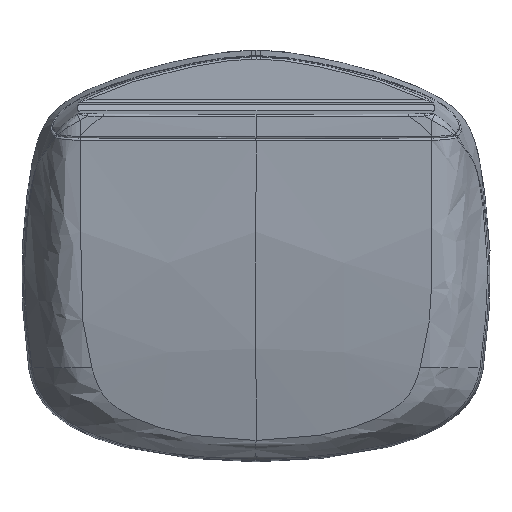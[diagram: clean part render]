
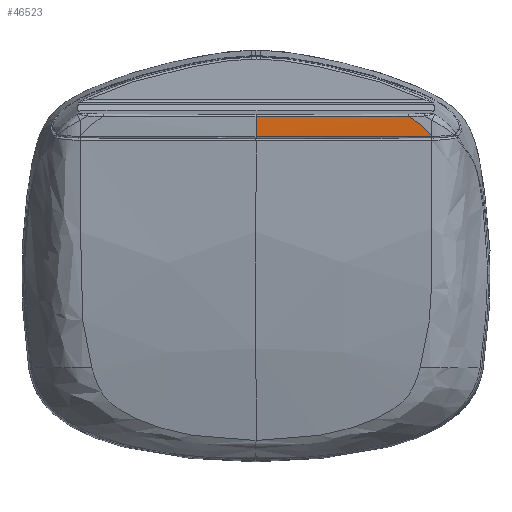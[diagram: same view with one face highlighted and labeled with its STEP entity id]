
A CAD part, top view. The second image highlights one B-rep face of the part: STEP entity #46523.
In plain terms, the highlighted free-form (B-spline) face has degree [5, 5] with [9, 9] control points.
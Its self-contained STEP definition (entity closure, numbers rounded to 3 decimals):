
#45875=CARTESIAN_POINT('Vertex',(0.,-6.033,9.515)) ;
#45943=CARTESIAN_POINT('Control Point',(0.,-6.033,9.515)) ;
#45944=CARTESIAN_POINT('Control Point',(4.618,-6.033,9.515)) ;
#45945=CARTESIAN_POINT('Control Point',(9.236,-6.032,9.473)) ;
#45946=CARTESIAN_POINT('Control Point',(13.854,-6.03,9.39)) ;
#45947=CARTESIAN_POINT('Control Point',(18.471,-6.027,9.265)) ;
#45948=CARTESIAN_POINT('Control Point',(23.088,-6.023,9.099)) ;
#45949=CARTESIAN_POINT('Vertex',(23.088,-6.023,9.099)) ;
#46394=CARTESIAN_POINT('Vertex',(0.,-9.085,9.874)) ;
#46398=CARTESIAN_POINT('Control Point',(0.,-9.085,9.874)) ;
#46399=CARTESIAN_POINT('Control Point',(0.,-8.067,9.762)) ;
#46400=CARTESIAN_POINT('Control Point',(0.,-7.049,9.642)) ;
#46401=CARTESIAN_POINT('Control Point',(0.,-6.033,9.515)) ;
#46412=CARTESIAN_POINT('Control Point',(26.563,-55.762,8.844)) ;
#46413=CARTESIAN_POINT('Control Point',(26.563,-50.299,9.561)) ;
#46414=CARTESIAN_POINT('Control Point',(26.563,-44.811,10.084)) ;
#46415=CARTESIAN_POINT('Control Point',(26.563,-39.306,10.413)) ;
#46416=CARTESIAN_POINT('Control Point',(26.563,-28.283,10.682)) ;
#46417=CARTESIAN_POINT('Control Point',(26.563,-17.269,10.172)) ;
#46418=CARTESIAN_POINT('Control Point',(26.563,-11.773,9.722)) ;
#46419=CARTESIAN_POINT('Control Point',(26.563,-6.297,9.078)) ;
#46420=CARTESIAN_POINT('Control Point',(26.563,-0.851,8.242)) ;
#46421=CARTESIAN_POINT('Control Point',(23.907,-55.777,8.952)) ;
#46422=CARTESIAN_POINT('Control Point',(23.907,-50.311,9.669)) ;
#46423=CARTESIAN_POINT('Control Point',(23.907,-44.819,10.193)) ;
#46424=CARTESIAN_POINT('Control Point',(23.907,-39.312,10.522)) ;
#46425=CARTESIAN_POINT('Control Point',(23.907,-28.283,10.791)) ;
#46426=CARTESIAN_POINT('Control Point',(23.907,-17.262,10.28)) ;
#46427=CARTESIAN_POINT('Control Point',(23.907,-11.763,9.83)) ;
#46428=CARTESIAN_POINT('Control Point',(23.907,-6.284,9.186)) ;
#46429=CARTESIAN_POINT('Control Point',(23.907,-0.835,8.35)) ;
#46430=CARTESIAN_POINT('Control Point',(21.251,-55.79,9.046)) ;
#46431=CARTESIAN_POINT('Control Point',(21.251,-50.321,9.764)) ;
#46432=CARTESIAN_POINT('Control Point',(21.251,-44.827,10.288)) ;
#46433=CARTESIAN_POINT('Control Point',(21.251,-39.317,10.617)) ;
#46434=CARTESIAN_POINT('Control Point',(21.251,-28.282,10.886)) ;
#46435=CARTESIAN_POINT('Control Point',(21.251,-17.256,10.375)) ;
#46436=CARTESIAN_POINT('Control Point',(21.251,-11.755,9.925)) ;
#46437=CARTESIAN_POINT('Control Point',(21.251,-6.273,9.281)) ;
#46438=CARTESIAN_POINT('Control Point',(21.251,-0.822,8.444)) ;
#46439=CARTESIAN_POINT('Control Point',(18.594,-55.801,9.127)) ;
#46440=CARTESIAN_POINT('Control Point',(18.594,-50.33,9.845)) ;
#46441=CARTESIAN_POINT('Control Point',(18.594,-44.834,10.369)) ;
#46442=CARTESIAN_POINT('Control Point',(18.594,-39.321,10.699)) ;
#46443=CARTESIAN_POINT('Control Point',(18.594,-28.282,10.968)) ;
#46444=CARTESIAN_POINT('Control Point',(18.594,-17.251,10.457)) ;
#46445=CARTESIAN_POINT('Control Point',(18.594,-11.747,10.006)) ;
#46446=CARTESIAN_POINT('Control Point',(18.594,-6.264,9.362)) ;
#46447=CARTESIAN_POINT('Control Point',(18.594,-0.81,8.525)) ;
#46448=CARTESIAN_POINT('Control Point',(13.282,-55.82,9.262)) ;
#46449=CARTESIAN_POINT('Control Point',(13.282,-50.345,9.98)) ;
#46450=CARTESIAN_POINT('Control Point',(13.282,-44.845,10.505)) ;
#46451=CARTESIAN_POINT('Control Point',(13.282,-39.328,10.834)) ;
#46452=CARTESIAN_POINT('Control Point',(13.282,-28.281,11.104)) ;
#46453=CARTESIAN_POINT('Control Point',(13.282,-17.243,10.592)) ;
#46454=CARTESIAN_POINT('Control Point',(13.282,-11.735,10.142)) ;
#46455=CARTESIAN_POINT('Control Point',(13.282,-6.248,9.497)) ;
#46456=CARTESIAN_POINT('Control Point',(13.282,-0.79,8.659)) ;
#46457=CARTESIAN_POINT('Control Point',(7.969,-55.831,9.343)) ;
#46458=CARTESIAN_POINT('Control Point',(7.969,-50.354,10.061)) ;
#46459=CARTESIAN_POINT('Control Point',(7.969,-44.851,10.586)) ;
#46460=CARTESIAN_POINT('Control Point',(7.969,-39.332,10.916)) ;
#46461=CARTESIAN_POINT('Control Point',(7.969,-28.281,11.185)) ;
#46462=CARTESIAN_POINT('Control Point',(7.969,-17.238,10.674)) ;
#46463=CARTESIAN_POINT('Control Point',(7.969,-11.728,10.223)) ;
#46464=CARTESIAN_POINT('Control Point',(7.969,-6.238,9.578)) ;
#46465=CARTESIAN_POINT('Control Point',(7.969,-0.778,8.74)) ;
#46466=CARTESIAN_POINT('Control Point',(5.313,-55.834,9.37)) ;
#46467=CARTESIAN_POINT('Control Point',(5.313,-50.357,10.088)) ;
#46468=CARTESIAN_POINT('Control Point',(5.313,-44.853,10.613)) ;
#46469=CARTESIAN_POINT('Control Point',(5.313,-39.334,10.943)) ;
#46470=CARTESIAN_POINT('Control Point',(5.313,-28.281,11.213)) ;
#46471=CARTESIAN_POINT('Control Point',(5.313,-17.236,10.701)) ;
#46472=CARTESIAN_POINT('Control Point',(5.313,-11.726,10.25)) ;
#46473=CARTESIAN_POINT('Control Point',(5.313,-6.235,9.605)) ;
#46474=CARTESIAN_POINT('Control Point',(5.313,-0.774,8.767)) ;
#46475=CARTESIAN_POINT('Control Point',(2.656,-55.836,9.383)) ;
#46476=CARTESIAN_POINT('Control Point',(2.656,-50.358,10.102)) ;
#46477=CARTESIAN_POINT('Control Point',(2.656,-44.854,10.627)) ;
#46478=CARTESIAN_POINT('Control Point',(2.656,-39.335,10.957)) ;
#46479=CARTESIAN_POINT('Control Point',(2.656,-28.281,11.226)) ;
#46480=CARTESIAN_POINT('Control Point',(2.656,-17.236,10.715)) ;
#46481=CARTESIAN_POINT('Control Point',(2.656,-11.724,10.264)) ;
#46482=CARTESIAN_POINT('Control Point',(2.656,-6.234,9.618)) ;
#46483=CARTESIAN_POINT('Control Point',(2.656,-0.772,8.78)) ;
#46484=CARTESIAN_POINT('Control Point',(0.,-55.836,9.383)) ;
#46485=CARTESIAN_POINT('Control Point',(0.,-50.358,10.102)) ;
#46486=CARTESIAN_POINT('Control Point',(0.,-44.854,10.627)) ;
#46487=CARTESIAN_POINT('Control Point',(0.,-39.335,10.957)) ;
#46488=CARTESIAN_POINT('Control Point',(0.,-28.281,11.226)) ;
#46489=CARTESIAN_POINT('Control Point',(0.,-17.236,10.715)) ;
#46490=CARTESIAN_POINT('Control Point',(0.,-11.724,10.264)) ;
#46491=CARTESIAN_POINT('Control Point',(0.,-6.234,9.618)) ;
#46492=CARTESIAN_POINT('Control Point',(0.,-0.772,8.78)) ;
#46494=CARTESIAN_POINT('Control Point',(0.,-9.085,9.874)) ;
#46495=CARTESIAN_POINT('Control Point',(8.855,-9.085,9.874)) ;
#46496=CARTESIAN_POINT('Control Point',(17.711,-9.085,9.692)) ;
#46497=CARTESIAN_POINT('Control Point',(26.562,-9.085,9.327)) ;
#46498=CARTESIAN_POINT('Vertex',(26.562,-9.085,9.327)) ;
#46502=CARTESIAN_POINT('Control Point',(26.562,-8.983,9.316)) ;
#46503=CARTESIAN_POINT('Control Point',(26.562,-9.017,9.32)) ;
#46504=CARTESIAN_POINT('Control Point',(26.562,-9.051,9.323)) ;
#46505=CARTESIAN_POINT('Control Point',(26.562,-9.085,9.327)) ;
#46506=CARTESIAN_POINT('Vertex',(26.562,-8.983,9.316)) ;
#46510=CARTESIAN_POINT('Control Point',(23.088,-6.023,9.099)) ;
#46511=CARTESIAN_POINT('Control Point',(24.076,-6.642,9.142)) ;
#46512=CARTESIAN_POINT('Control Point',(25.016,-7.337,9.191)) ;
#46513=CARTESIAN_POINT('Control Point',(25.846,-8.116,9.249)) ;
#46514=CARTESIAN_POINT('Control Point',(26.562,-8.983,9.316)) ;
#46517=ORIENTED_EDGE('',*,*,#45951,.F.) ;
#46518=ORIENTED_EDGE('',*,*,#46402,.F.) ;
#46519=ORIENTED_EDGE('',*,*,#46500,.T.) ;
#46520=ORIENTED_EDGE('',*,*,#46508,.F.) ;
#46521=ORIENTED_EDGE('',*,*,#46515,.F.) ;
#46523=ADVANCED_FACE('Corps principal',(#46522),#46411,.F.) ;
#45942=B_SPLINE_CURVE_WITH_KNOTS('',5,(#45943,#45944,#45945,#45946,#45947,#45948),.UNSPECIFIED.,.F.,.U.,(6,6),(47.044,79.676),.UNSPECIFIED.) ;
#46397=B_SPLINE_CURVE_WITH_KNOTS('',3,(#46398,#46399,#46400,#46401),.UNSPECIFIED.,.F.,.U.,(4,4),(66.058,70.391),.UNSPECIFIED.) ;
#46493=B_SPLINE_CURVE_WITH_KNOTS('',3,(#46494,#46495,#46496,#46497),.UNSPECIFIED.,.F.,.U.,(4,4),(53.762,91.306),.UNSPECIFIED.) ;
#46501=B_SPLINE_CURVE_WITH_KNOTS('',3,(#46502,#46503,#46504,#46505),.UNSPECIFIED.,.F.,.U.,(4,4),(0.,0.177),.UNSPECIFIED.) ;
#46509=B_SPLINE_CURVE_WITH_KNOTS('',4,(#46510,#46511,#46512,#46513,#46514),.UNSPECIFIED.,.F.,.U.,(5,5),(41.874,48.642),.UNSPECIFIED.) ;
#46411=B_SPLINE_SURFACE_WITH_KNOTS('',5,5,((#46412,#46413,#46414,#46415,#46416,#46417,#46418,#46419,#46420),(#46421,#46422,#46423,#46424,#46425,#46426,#46427,#46428,#46429),(#46430,#46431,#46432,#46433,#46434,#46435,#46436,#46437,#46438),(#46439,#46440,#46441,#46442,#46443,#46444,#46445,#46446,#46447),(#46448,#46449,#46450,#46451,#46452,#46453,#46454,#46455,#46456),(#46457,#46458,#46459,#46460,#46461,#46462,#46463,#46464,#46465),(#46466,#46467,#46468,#46469,#46470,#46471,#46472,#46473,#46474),(#46475,#46476,#46477,#46478,#46479,#46480,#46481,#46482,#46483),(#46484,#46485,#46486,#46487,#46488,#46489,#46490,#46491,#46492)),.UNSPECIFIED.,.F.,.F.,.U.,(6,3,6),(6,3,6),(9.473,22.743,36.014),(10.814,38.256,65.698),.UNSPECIFIED.) ;
#45951=EDGE_CURVE('',#45876,#45950,#45942,.T.) ;
#46402=EDGE_CURVE('',#46395,#45876,#46397,.T.) ;
#46500=EDGE_CURVE('',#46395,#46499,#46493,.T.) ;
#46508=EDGE_CURVE('',#46507,#46499,#46501,.T.) ;
#46515=EDGE_CURVE('',#45950,#46507,#46509,.T.) ;
#46516=EDGE_LOOP('',(#46517,#46518,#46519,#46520,#46521)) ;
#46522=FACE_OUTER_BOUND('',#46516,.T.) ;
#45876=VERTEX_POINT('',#45875) ;
#45950=VERTEX_POINT('',#45949) ;
#46395=VERTEX_POINT('',#46394) ;
#46499=VERTEX_POINT('',#46498) ;
#46507=VERTEX_POINT('',#46506) ;
